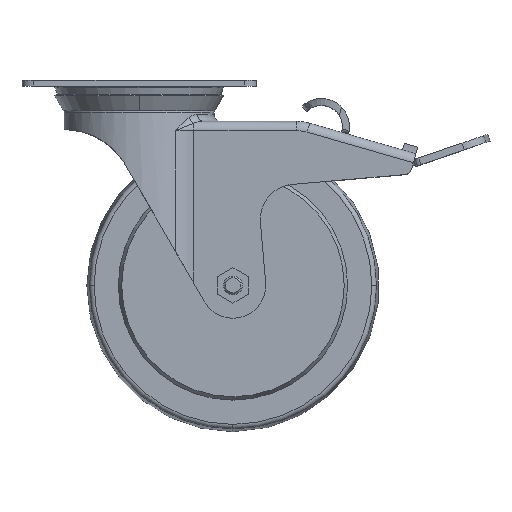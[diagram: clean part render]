
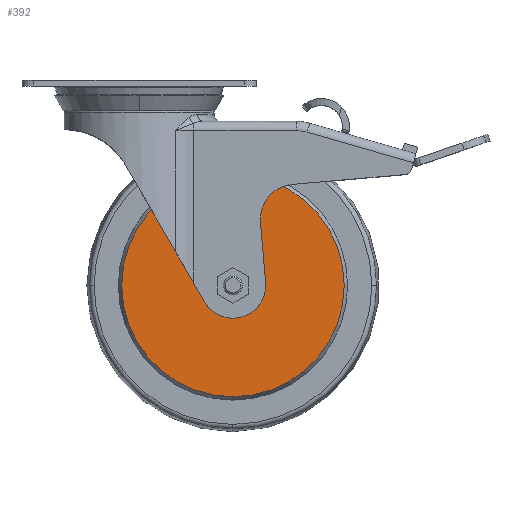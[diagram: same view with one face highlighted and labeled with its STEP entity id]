
A CAD part, top view. The second image highlights one B-rep face of the part: STEP entity #392.
In plain terms, the highlighted planar face has unit normal (0, 0, 1).
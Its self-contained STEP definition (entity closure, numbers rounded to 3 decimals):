
#392=ADVANCED_FACE('',(#1050,#1051),#1052,.T.);
#1050=FACE_OUTER_BOUND('',#2003,.T.);
#1051=FACE_BOUND('',#2004,.T.);
#1052=PLANE('',#2005);
#2003=EDGE_LOOP('',(#8587,#8588));
#2004=EDGE_LOOP('',(#8589,#8590));
#2005=AXIS2_PLACEMENT_3D('',#8591,#8592,#8593);
#8587=ORIENTED_EDGE('',*,*,#11168,.F.);
#8588=ORIENTED_EDGE('',*,*,#11084,.F.);
#8589=ORIENTED_EDGE('',*,*,#11105,.F.);
#8590=ORIENTED_EDGE('',*,*,#11162,.F.);
#8591=CARTESIAN_POINT('',(40.0,-87.5,16.5));
#8592=DIRECTION('',(0.,0.,1.0));
#8593=DIRECTION('',(0.0,-1.0,0.));
#11084=EDGE_CURVE('',#12157,#12160,#12161,.T.);
#11105=EDGE_CURVE('',#12190,#12193,#12194,.T.);
#11162=EDGE_CURVE('',#12193,#12190,#12273,.T.);
#11168=EDGE_CURVE('',#12160,#12157,#12279,.T.);
#12157=VERTEX_POINT('',#13706);
#12160=VERTEX_POINT('',#13710);
#12161=CIRCLE('',#13711,47.47);
#12190=VERTEX_POINT('',#13756);
#12193=VERTEX_POINT('',#13760);
#12194=CIRCLE('',#13761,12.);
#12273=CIRCLE('',#13895,12.);
#12279=CIRCLE('',#13910,47.47);
#13706=CARTESIAN_POINT('',(40.0,-134.97,16.5));
#13710=CARTESIAN_POINT('',(40.0,-40.03,16.5));
#13711=AXIS2_PLACEMENT_3D('',#16419,#16420,#16421);
#13756=CARTESIAN_POINT('',(40.0,-75.5,16.5));
#13760=CARTESIAN_POINT('',(40.0,-99.5,16.5));
#13761=AXIS2_PLACEMENT_3D('',#16457,#16458,#16459);
#13895=AXIS2_PLACEMENT_3D('',#16551,#16552,#16553);
#13910=AXIS2_PLACEMENT_3D('',#16557,#16558,#16559);
#16419=CARTESIAN_POINT('',(40.0,-87.5,16.5));
#16420=DIRECTION('',(0.,0.,-1.0));
#16421=DIRECTION('',(0.,-1.0,0.));
#16457=CARTESIAN_POINT('',(40.0,-87.5,16.5));
#16458=DIRECTION('',(0.,0.,1.0));
#16459=DIRECTION('',(0.0,1.0,0.));
#16551=CARTESIAN_POINT('',(40.0,-87.5,16.5));
#16552=DIRECTION('',(0.,0.,1.0));
#16553=DIRECTION('',(0.0,1.0,0.));
#16557=CARTESIAN_POINT('',(40.0,-87.5,16.5));
#16558=DIRECTION('',(0.,0.,-1.0));
#16559=DIRECTION('',(0.,-1.0,0.));
